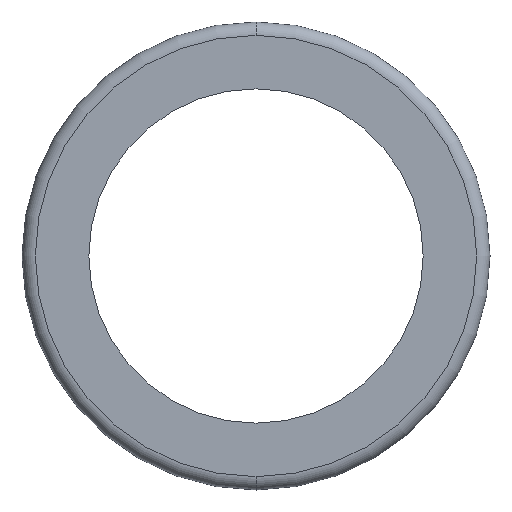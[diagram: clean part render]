
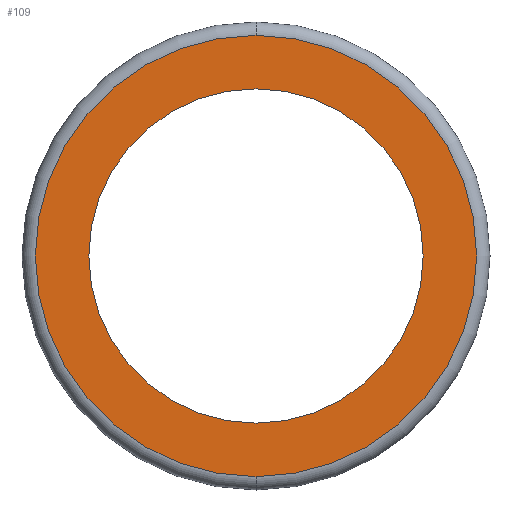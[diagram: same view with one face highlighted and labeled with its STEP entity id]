
A CAD part, front view. The second image highlights one B-rep face of the part: STEP entity #109.
In plain terms, the highlighted planar face has unit normal (0, -1, 0).
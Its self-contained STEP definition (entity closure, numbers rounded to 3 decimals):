
#61 = CARTESIAN_POINT ( 'NONE',  ( 0., 0., 0. ) ) ;
#62 = AXIS2_PLACEMENT_3D ( 'NONE', #61, #63, #67 ) ;
#63 = DIRECTION ( 'NONE',  ( 0., -1., 0. ) ) ;
#64 = CIRCLE ( 'NONE', #62, 19.8 ) ;
#67 = DIRECTION ( 'NONE',  ( 0., 0., 1. ) ) ;
#94 = CARTESIAN_POINT ( 'NONE',  ( 0., 0., 19.8 ) ) ;
#95 = CARTESIAN_POINT ( 'NONE',  ( 0., 0., -19.8 ) ) ;
#109 = ADVANCED_FACE ( 'NONE', ( #320, #319 ), #318, .F. ) ;
#130 = EDGE_CURVE ( 'NONE', #137, #138, #247, .T. ) ;
#137 = VERTEX_POINT ( 'NONE', #95 ) ;
#138 = VERTEX_POINT ( 'NONE', #94 ) ;
#155 = VERTEX_POINT ( 'NONE', #351 ) ;
#157 = EDGE_CURVE ( 'NONE', #155, #158, #350, .T. ) ;
#158 = VERTEX_POINT ( 'NONE', #344 ) ;
#165 = EDGE_LOOP ( 'NONE', ( #166, #168 ) ) ;
#166 = ORIENTED_EDGE ( 'NONE', *, *, #167, .T. ) ;
#167 = EDGE_CURVE ( 'NONE', #138, #137, #64, .T. ) ;
#168 = ORIENTED_EDGE ( 'NONE', *, *, #130, .T. ) ;
#169 = EDGE_LOOP ( 'NONE', ( #170, #172 ) ) ;
#170 = ORIENTED_EDGE ( 'NONE', *, *, #171, .F. ) ;
#171 = EDGE_CURVE ( 'NONE', #158, #155, #399, .T. ) ;
#172 = ORIENTED_EDGE ( 'NONE', *, *, #157, .F. ) ;
#243 = DIRECTION ( 'NONE',  ( 0., 0., 1. ) ) ;
#244 = DIRECTION ( 'NONE',  ( 0., -1., 0. ) ) ;
#245 = CARTESIAN_POINT ( 'NONE',  ( 0., 0., 0. ) ) ;
#246 = AXIS2_PLACEMENT_3D ( 'NONE', #245, #244, #243 ) ;
#247 = CIRCLE ( 'NONE', #246, 19.8 ) ;
#314 = DIRECTION ( 'NONE',  ( 0., 0., 1. ) ) ;
#315 = DIRECTION ( 'NONE',  ( 0., 1., 0. ) ) ;
#316 = CARTESIAN_POINT ( 'NONE',  ( -15., 0., 0. ) ) ;
#317 = AXIS2_PLACEMENT_3D ( 'NONE', #316, #315, #314 ) ;
#318 = PLANE ( 'NONE',  #317 ) ;
#319 = FACE_BOUND ( 'NONE', #169, .T. ) ;
#320 = FACE_OUTER_BOUND ( 'NONE', #165, .T. ) ;
#344 = CARTESIAN_POINT ( 'NONE',  ( 0., 0., -15. ) ) ;
#346 = DIRECTION ( 'NONE',  ( 0., 0., -1. ) ) ;
#347 = DIRECTION ( 'NONE',  ( 0., -1., 0. ) ) ;
#348 = CARTESIAN_POINT ( 'NONE',  ( 0., 0., 0. ) ) ;
#349 = AXIS2_PLACEMENT_3D ( 'NONE', #348, #347, #346 ) ;
#350 = CIRCLE ( 'NONE', #349, 15. ) ;
#351 = CARTESIAN_POINT ( 'NONE',  ( 0., 0., 15. ) ) ;
#398 = AXIS2_PLACEMENT_3D ( 'NONE', #403, #402, #401 ) ;
#399 = CIRCLE ( 'NONE', #398, 15. ) ;
#401 = DIRECTION ( 'NONE',  ( 0., 0., -1. ) ) ;
#402 = DIRECTION ( 'NONE',  ( 0., -1., 0. ) ) ;
#403 = CARTESIAN_POINT ( 'NONE',  ( 0., 0., 0. ) ) ;
